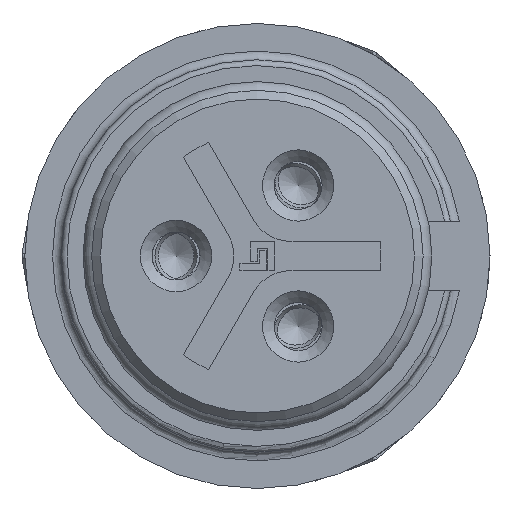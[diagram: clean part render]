
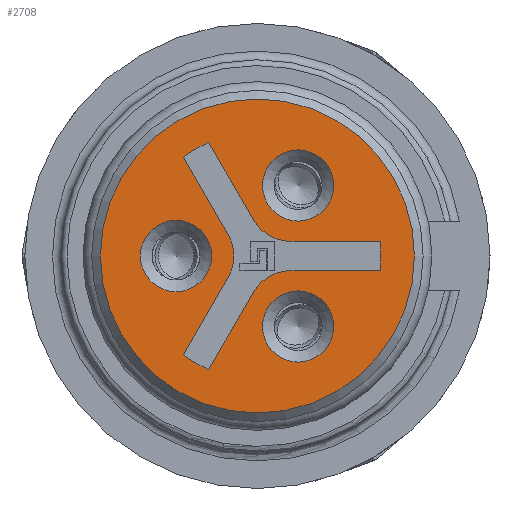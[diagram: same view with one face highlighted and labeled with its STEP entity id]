
A CAD part, left-side view. The second image highlights one B-rep face of the part: STEP entity #2708.
In plain terms, the highlighted planar face has unit normal (-1, 0, 0).
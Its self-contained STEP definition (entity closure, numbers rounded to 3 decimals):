
#552=PLANE('',#3380);
#654=CIRCLE('',#3370,1.225);
#655=CIRCLE('',#3371,1.225);
#656=CIRCLE('',#3372,1.225);
#657=CIRCLE('',#3373,5.4);
#658=CIRCLE('',#3374,1.5);
#659=CIRCLE('',#3375,4.25);
#660=CIRCLE('',#3376,1.5);
#661=CIRCLE('',#3377,4.25);
#662=CIRCLE('',#3378,1.5);
#663=CIRCLE('',#3379,4.25);
#743=EDGE_LOOP('',(#1036));
#744=EDGE_LOOP('',(#1037));
#745=EDGE_LOOP('',(#1038));
#746=EDGE_LOOP('',(#1039));
#747=EDGE_LOOP('',(#1040,#1041,#1042,#1043,#1044,#1045,#1046,#1047,#1048,
#1049,#1050,#1051));
#1036=ORIENTED_EDGE('',*,*,#1954,.T.);
#1037=ORIENTED_EDGE('',*,*,#1955,.T.);
#1038=ORIENTED_EDGE('',*,*,#1956,.T.);
#1039=ORIENTED_EDGE('',*,*,#1957,.T.);
#1040=ORIENTED_EDGE('',*,*,#1958,.T.);
#1041=ORIENTED_EDGE('',*,*,#1959,.T.);
#1042=ORIENTED_EDGE('',*,*,#1960,.T.);
#1043=ORIENTED_EDGE('',*,*,#1961,.T.);
#1044=ORIENTED_EDGE('',*,*,#1962,.T.);
#1045=ORIENTED_EDGE('',*,*,#1963,.T.);
#1046=ORIENTED_EDGE('',*,*,#1964,.T.);
#1047=ORIENTED_EDGE('',*,*,#1965,.T.);
#1048=ORIENTED_EDGE('',*,*,#1966,.T.);
#1049=ORIENTED_EDGE('',*,*,#1967,.T.);
#1050=ORIENTED_EDGE('',*,*,#1968,.T.);
#1051=ORIENTED_EDGE('',*,*,#1969,.T.);
#1954=EDGE_CURVE('',#3070,#3070,#654,.T.);
#1955=EDGE_CURVE('',#3071,#3071,#655,.T.);
#1956=EDGE_CURVE('',#3072,#3072,#656,.T.);
#1957=EDGE_CURVE('',#3073,#3073,#657,.T.);
#1958=EDGE_CURVE('',#3074,#3075,#658,.T.);
#1959=EDGE_CURVE('',#3075,#3076,#2392,.T.);
#1960=EDGE_CURVE('',#3076,#3077,#659,.T.);
#1961=EDGE_CURVE('',#3077,#3078,#2393,.T.);
#1962=EDGE_CURVE('',#3078,#3079,#660,.T.);
#1963=EDGE_CURVE('',#3079,#3080,#2394,.T.);
#1964=EDGE_CURVE('',#3080,#3081,#661,.T.);
#1965=EDGE_CURVE('',#3081,#3082,#2395,.T.);
#1966=EDGE_CURVE('',#3082,#3083,#662,.T.);
#1967=EDGE_CURVE('',#3083,#3084,#2396,.T.);
#1968=EDGE_CURVE('',#3084,#3085,#663,.T.);
#1969=EDGE_CURVE('',#3085,#3074,#2397,.T.);
#2392=LINE('',#4561,#2554);
#2393=LINE('',#4565,#2555);
#2394=LINE('',#4569,#2556);
#2395=LINE('',#4573,#2557);
#2396=LINE('',#4577,#2558);
#2397=LINE('',#4581,#2559);
#2554=VECTOR('',#3722,1.);
#2555=VECTOR('',#3725,1.);
#2556=VECTOR('',#3728,1.);
#2557=VECTOR('',#3731,1.);
#2558=VECTOR('',#3734,1.);
#2559=VECTOR('',#3737,1.);
#2708=ADVANCED_FACE('',(#2925,#2926,#2927,#2928,#2929),#552,.T.);
#2925=FACE_BOUND('',#743,.T.);
#2926=FACE_BOUND('',#744,.T.);
#2927=FACE_BOUND('',#745,.T.);
#2928=FACE_BOUND('',#746,.T.);
#2929=FACE_BOUND('',#747,.T.);
#3070=VERTEX_POINT('',#4551);
#3071=VERTEX_POINT('',#4553);
#3072=VERTEX_POINT('',#4555);
#3073=VERTEX_POINT('',#4557);
#3074=VERTEX_POINT('',#4559);
#3075=VERTEX_POINT('',#4560);
#3076=VERTEX_POINT('',#4562);
#3077=VERTEX_POINT('',#4564);
#3078=VERTEX_POINT('',#4566);
#3079=VERTEX_POINT('',#4568);
#3080=VERTEX_POINT('',#4570);
#3081=VERTEX_POINT('',#4572);
#3082=VERTEX_POINT('',#4574);
#3083=VERTEX_POINT('',#4576);
#3084=VERTEX_POINT('',#4578);
#3085=VERTEX_POINT('',#4580);
#3370=AXIS2_PLACEMENT_3D('',#4550,#3712,#3713);
#3371=AXIS2_PLACEMENT_3D('',#4552,#3714,#3715);
#3372=AXIS2_PLACEMENT_3D('',#4554,#3716,#3717);
#3373=AXIS2_PLACEMENT_3D('',#4556,#3718,#3719);
#3374=AXIS2_PLACEMENT_3D('',#4558,#3720,#3721);
#3375=AXIS2_PLACEMENT_3D('',#4563,#3723,#3724);
#3376=AXIS2_PLACEMENT_3D('',#4567,#3726,#3727);
#3377=AXIS2_PLACEMENT_3D('',#4571,#3729,#3730);
#3378=AXIS2_PLACEMENT_3D('',#4575,#3732,#3733);
#3379=AXIS2_PLACEMENT_3D('',#4579,#3735,#3736);
#3380=AXIS2_PLACEMENT_3D('',#4582,#3738,#3739);
#3712=DIRECTION('',(1.,0.,0.));
#3713=DIRECTION('',(0.,0.,1.));
#3714=DIRECTION('',(1.,0.,0.));
#3715=DIRECTION('',(0.,0.,1.));
#3716=DIRECTION('',(1.,0.,0.));
#3717=DIRECTION('',(0.,0.,1.));
#3718=DIRECTION('',(-1.,0.,0.));
#3719=DIRECTION('',(0.,0.,1.));
#3720=DIRECTION('',(-1.,0.,0.));
#3721=DIRECTION('',(0.,0.,1.));
#3722=DIRECTION('',(0.,0.5,-0.866));
#3723=DIRECTION('',(1.,0.,0.));
#3724=DIRECTION('',(0.,0.,1.));
#3725=DIRECTION('',(0.,-0.5,0.866));
#3726=DIRECTION('',(-1.,0.,0.));
#3727=DIRECTION('',(0.,0.,1.));
#3728=DIRECTION('',(0.,0.5,0.866));
#3729=DIRECTION('',(1.,0.,0.));
#3730=DIRECTION('',(0.,0.,1.));
#3731=DIRECTION('',(0.,-0.5,-0.866));
#3732=DIRECTION('',(-1.,0.,0.));
#3733=DIRECTION('',(0.,0.,1.));
#3734=DIRECTION('',(0.,-1.,0.));
#3735=DIRECTION('',(1.,0.,0.));
#3736=DIRECTION('',(0.,0.,1.));
#3737=DIRECTION('',(0.,1.,0.));
#3738=DIRECTION('',(-1.,0.,0.));
#3739=DIRECTION('',(0.,0.,1.));
#4550=CARTESIAN_POINT('',(0.,-1.4,-2.425));
#4551=CARTESIAN_POINT('',(0.,-1.4,-1.2));
#4552=CARTESIAN_POINT('',(0.,-1.4,2.425));
#4553=CARTESIAN_POINT('',(0.,-1.4,3.65));
#4554=CARTESIAN_POINT('',(0.,2.8,0.));
#4555=CARTESIAN_POINT('',(0.,2.8,1.225));
#4556=CARTESIAN_POINT('',(0.,0.,0.));
#4557=CARTESIAN_POINT('',(0.,0.,5.4));
#4558=CARTESIAN_POINT('',(0.,-1.155,-2.));
#4559=CARTESIAN_POINT('',(0.,-1.155,-0.5));
#4560=CARTESIAN_POINT('',(0.,0.144,-1.25));
#4561=CARTESIAN_POINT('',(0.,0.144,-1.25));
#4562=CARTESIAN_POINT('',(0.,1.677,-3.905));
#4563=CARTESIAN_POINT('',(0.,0.,0.));
#4564=CARTESIAN_POINT('',(0.,2.543,-3.405));
#4565=CARTESIAN_POINT('',(0.,2.543,-3.405));
#4566=CARTESIAN_POINT('',(0.,1.01,-0.75));
#4567=CARTESIAN_POINT('',(0.,2.309,0.));
#4568=CARTESIAN_POINT('',(0.,1.01,0.75));
#4569=CARTESIAN_POINT('',(0.,1.01,0.75));
#4570=CARTESIAN_POINT('',(0.,2.543,3.405));
#4571=CARTESIAN_POINT('',(0.,0.,0.));
#4572=CARTESIAN_POINT('',(0.,1.677,3.905));
#4573=CARTESIAN_POINT('',(0.,1.677,3.905));
#4574=CARTESIAN_POINT('',(0.,0.144,1.25));
#4575=CARTESIAN_POINT('',(0.,-1.155,2.));
#4576=CARTESIAN_POINT('',(0.,-1.155,0.5));
#4577=CARTESIAN_POINT('',(0.,-1.155,0.5));
#4578=CARTESIAN_POINT('',(0.,-4.22,0.5));
#4579=CARTESIAN_POINT('',(0.,0.,0.));
#4580=CARTESIAN_POINT('',(0.,-4.22,-0.5));
#4581=CARTESIAN_POINT('',(0.,-4.22,-0.5));
#4582=CARTESIAN_POINT('',(0.,0.,0.));
